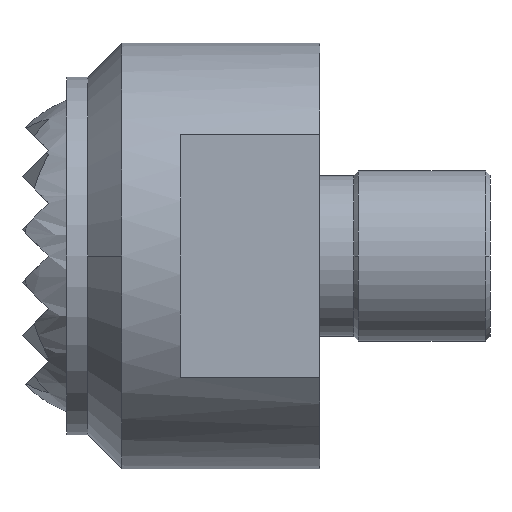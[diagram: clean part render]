
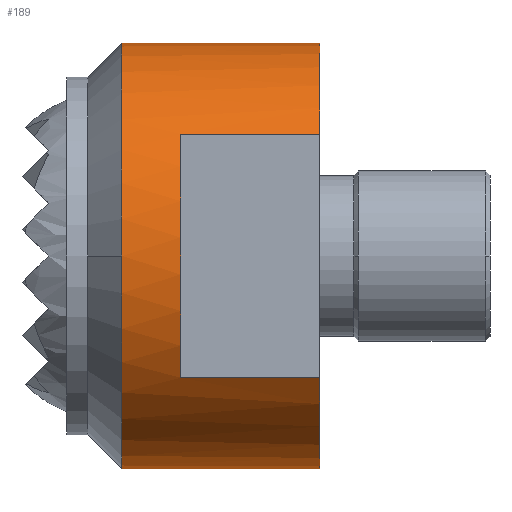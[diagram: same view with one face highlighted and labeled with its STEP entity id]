
A CAD part, front view. The second image highlights one B-rep face of the part: STEP entity #189.
In plain terms, the highlighted cylindrical face has radius 25 mm (diameter 50 mm), a partial arc.
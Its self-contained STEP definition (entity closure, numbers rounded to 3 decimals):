
#189=ADVANCED_FACE('',(#480),#481,.T.);
#480=FACE_OUTER_BOUND('',#878,.T.);
#481=CYLINDRICAL_SURFACE('',#879,25.0);
#878=EDGE_LOOP('',(#1350,#1351,#1352,#1353,#1354,#1355,#1356,#1357,#1358));
#879=AXIS2_PLACEMENT_3D('',#1359,#1360,#1361);
#1350=ORIENTED_EDGE('',*,*,#2242,.T.);
#1351=ORIENTED_EDGE('',*,*,#2291,.F.);
#1352=ORIENTED_EDGE('',*,*,#2287,.T.);
#1353=ORIENTED_EDGE('',*,*,#2284,.T.);
#1354=ORIENTED_EDGE('',*,*,#2289,.T.);
#1355=ORIENTED_EDGE('',*,*,#2292,.F.);
#1356=ORIENTED_EDGE('',*,*,#2244,.T.);
#1357=ORIENTED_EDGE('',*,*,#2293,.F.);
#1358=ORIENTED_EDGE('',*,*,#2238,.F.);
#1359=CARTESIAN_POINT('',(18.125,0.0,0.0));
#1360=DIRECTION('',(1.0,0.0,0.0));
#1361=DIRECTION('',(0.0,0.0,-1.0));
#2238=EDGE_CURVE('',#2619,#2621,#2622,.T.);
#2242=EDGE_CURVE('',#2619,#2627,#2628,.T.);
#2244=EDGE_CURVE('',#2631,#2629,#2632,.T.);
#2284=EDGE_CURVE('',#2692,#2693,#2694,.T.);
#2287=EDGE_CURVE('',#2697,#2692,#2698,.T.);
#2289=EDGE_CURVE('',#2693,#2699,#2701,.T.);
#2291=EDGE_CURVE('',#2697,#2627,#2703,.T.);
#2292=EDGE_CURVE('',#2631,#2699,#2704,.T.);
#2293=EDGE_CURVE('',#2621,#2629,#2705,.T.);
#2619=VERTEX_POINT('',#3123);
#2621=VERTEX_POINT('',#3125);
#2622=CIRCLE('',#3126,25.0);
#2627=VERTEX_POINT('',#3132);
#2628=LINE('',#3133,#3134);
#2629=VERTEX_POINT('',#3135);
#2631=VERTEX_POINT('',#3137);
#2632=LINE('',#3138,#3139);
#2692=VERTEX_POINT('',#3209);
#2693=VERTEX_POINT('',#3210);
#2694=CIRCLE('',#3211,25.0);
#2697=VERTEX_POINT('',#3215);
#2698=LINE('',#3216,#3217);
#2699=VERTEX_POINT('',#3218);
#2701=LINE('',#3221,#3222);
#2703=CIRCLE('',#3224,25.0);
#2704=CIRCLE('',#3225,25.0);
#2705=CIRCLE('',#3226,25.0);
#3123=CARTESIAN_POINT('',(6.5,0.,-25.0));
#3125=CARTESIAN_POINT('',(6.5,-25.0,0.));
#3126=AXIS2_PLACEMENT_3D('',#3784,#3785,#3786);
#3132=CARTESIAN_POINT('',(29.75,0.,-25.0));
#3133=CARTESIAN_POINT('',(18.125,0.,-25.0));
#3134=VECTOR('',#3791,1.0);
#3135=CARTESIAN_POINT('',(6.5,0.,25.0));
#3137=CARTESIAN_POINT('',(29.75,0.,25.0));
#3138=CARTESIAN_POINT('',(18.125,0.,25.0));
#3139=VECTOR('',#3795,1.0);
#3209=CARTESIAN_POINT('',(13.388,-20.5,-14.309));
#3210=CARTESIAN_POINT('',(13.388,-20.5,14.309));
#3211=AXIS2_PLACEMENT_3D('',#3863,#3864,#3865);
#3215=CARTESIAN_POINT('',(29.75,-20.5,-14.309));
#3216=CARTESIAN_POINT('',(21.569,-20.5,-14.309));
#3217=VECTOR('',#3867,1.0);
#3218=CARTESIAN_POINT('',(29.75,-20.5,14.309));
#3221=CARTESIAN_POINT('',(21.569,-20.5,14.309));
#3222=VECTOR('',#3869,1.0);
#3224=AXIS2_PLACEMENT_3D('',#3870,#3871,#3872);
#3225=AXIS2_PLACEMENT_3D('',#3873,#3874,#3875);
#3226=AXIS2_PLACEMENT_3D('',#3876,#3877,#3878);
#3784=CARTESIAN_POINT('',(6.5,0.0,0.0));
#3785=DIRECTION('',(-1.0,0.0,0.));
#3786=DIRECTION('',(0.0,1.0,0.0));
#3791=DIRECTION('',(1.0,0.0,0.0));
#3795=DIRECTION('',(-1.0,-0.0,-0.0));
#3863=CARTESIAN_POINT('',(13.388,0.0,0.0));
#3864=DIRECTION('',(-1.0,-0.0,-0.0));
#3865=DIRECTION('',(0.0,0.0,-1.0));
#3867=DIRECTION('',(-1.0,-0.0,0.0));
#3869=DIRECTION('',(1.0,0.0,0.0));
#3870=CARTESIAN_POINT('',(29.75,0.0,0.0));
#3871=DIRECTION('',(1.0,0.0,0.0));
#3872=DIRECTION('',(0.0,0.0,-1.0));
#3873=CARTESIAN_POINT('',(29.75,0.0,0.0));
#3874=DIRECTION('',(1.0,0.0,0.0));
#3875=DIRECTION('',(0.0,0.0,-1.0));
#3876=CARTESIAN_POINT('',(6.5,0.0,0.0));
#3877=DIRECTION('',(-1.0,0.0,0.));
#3878=DIRECTION('',(0.0,1.0,0.0));
